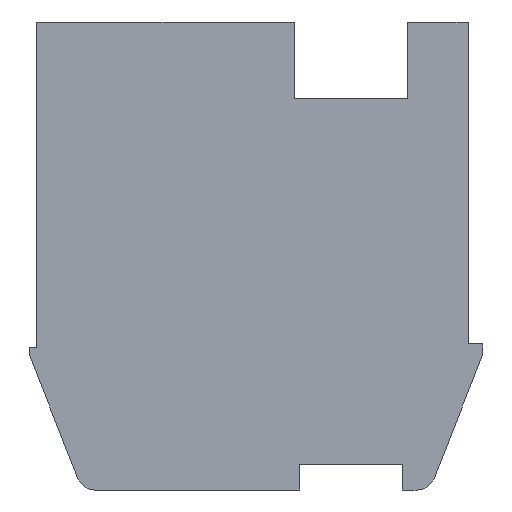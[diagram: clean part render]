
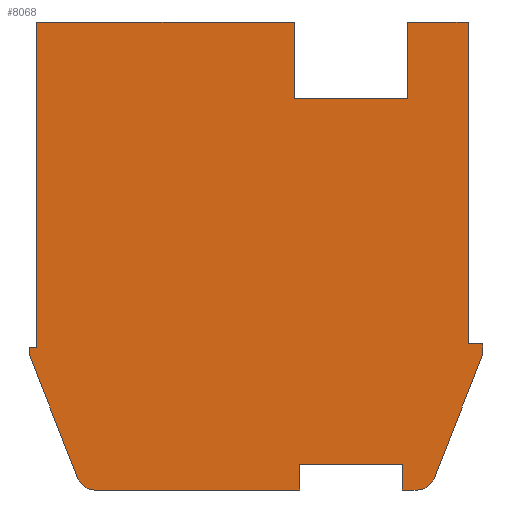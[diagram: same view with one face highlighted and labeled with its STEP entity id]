
A CAD part, front view. The second image highlights one B-rep face of the part: STEP entity #8068.
In plain terms, the highlighted planar face has unit normal (0, -1, 0).
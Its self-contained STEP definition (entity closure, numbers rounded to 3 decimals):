
#1=DIRECTION('',(-0.365,0.,-0.931));
#2=VECTOR('',#1,3.633);
#3=CARTESIAN_POINT('',(6.2,0.,-2.7));
#4=LINE('',#3,#2);
#5=CARTESIAN_POINT('',(4.409,0.,-5.9));
#6=DIRECTION('',(0.,1.,0.));
#7=DIRECTION('',(0.931,0.,-0.365));
#8=AXIS2_PLACEMENT_3D('',#5,#6,#7);
#10=DIRECTION('',(-1.,0.,0.));
#11=VECTOR('',#10,0.409);
#12=CARTESIAN_POINT('',(4.409,0.,-6.4));
#13=LINE('',#12,#11);
#14=DIRECTION('',(0.,0.,1.));
#15=VECTOR('',#14,0.7);
#16=CARTESIAN_POINT('',(4.,0.,-6.4));
#17=LINE('',#16,#15);
#18=DIRECTION('',(-1.,0.,0.));
#19=VECTOR('',#18,2.8);
#20=CARTESIAN_POINT('',(4.,0.,-5.7));
#21=LINE('',#20,#19);
#22=DIRECTION('',(0.,0.,-1.));
#23=VECTOR('',#22,0.7);
#24=CARTESIAN_POINT('',(1.2,0.,-5.7));
#25=LINE('',#24,#23);
#26=DIRECTION('',(-1.,0.,0.));
#27=VECTOR('',#26,5.609);
#28=CARTESIAN_POINT('',(1.2,0.,-6.4));
#29=LINE('',#28,#27);
#30=CARTESIAN_POINT('',(-4.409,0.,-5.9));
#31=DIRECTION('',(0.,1.,0.));
#32=DIRECTION('',(0.,0.,-1.));
#33=AXIS2_PLACEMENT_3D('',#30,#31,#32);
#35=DIRECTION('',(-0.365,0.,0.931));
#36=VECTOR('',#35,3.633);
#37=CARTESIAN_POINT('',(-4.874,0.,-6.082));
#38=LINE('',#37,#36);
#39=DIRECTION('',(0.,0.,1.));
#40=VECTOR('',#39,0.2);
#41=CARTESIAN_POINT('',(-6.2,0.,-2.7));
#42=LINE('',#41,#40);
#43=DIRECTION('',(1.,0.,0.));
#44=VECTOR('',#43,0.2);
#45=CARTESIAN_POINT('',(-6.2,0.,-2.5));
#46=LINE('',#45,#44);
#47=DIRECTION('',(0.,0.,1.));
#48=VECTOR('',#47,8.9);
#49=CARTESIAN_POINT('',(-6.,0.,-2.5));
#50=LINE('',#49,#48);
#51=DIRECTION('',(1.,0.,0.));
#52=VECTOR('',#51,7.05);
#53=CARTESIAN_POINT('',(-6.,0.,6.4));
#54=LINE('',#53,#52);
#55=DIRECTION('',(0.,0.,-1.));
#56=VECTOR('',#55,2.1);
#57=CARTESIAN_POINT('',(1.05,0.,6.4));
#58=LINE('',#57,#56);
#59=DIRECTION('',(1.,0.,0.));
#60=VECTOR('',#59,3.1);
#61=CARTESIAN_POINT('',(1.05,0.,4.3));
#62=LINE('',#61,#60);
#63=DIRECTION('',(0.,0.,1.));
#64=VECTOR('',#63,2.1);
#65=CARTESIAN_POINT('',(4.15,0.,4.3));
#66=LINE('',#65,#64);
#67=DIRECTION('',(1.,0.,0.));
#68=VECTOR('',#67,1.65);
#69=CARTESIAN_POINT('',(4.15,0.,6.4));
#70=LINE('',#69,#68);
#71=DIRECTION('',(0.,0.,-1.));
#72=VECTOR('',#71,8.8);
#73=CARTESIAN_POINT('',(5.8,0.,6.4));
#74=LINE('',#73,#72);
#75=DIRECTION('',(1.,0.,0.));
#76=VECTOR('',#75,0.4);
#77=CARTESIAN_POINT('',(5.8,0.,-2.4));
#78=LINE('',#77,#76);
#79=DIRECTION('',(0.,0.,-1.));
#80=VECTOR('',#79,0.3);
#81=CARTESIAN_POINT('',(6.2,0.,-2.4));
#82=LINE('',#81,#80);
#6121=CARTESIAN_POINT('',(6.2,0.,-2.7));
#6122=CARTESIAN_POINT('',(4.874,0.,-6.082));
#6123=VERTEX_POINT('',#6121);
#6124=VERTEX_POINT('',#6122);
#6125=CARTESIAN_POINT('',(4.409,0.,-6.4));
#6126=VERTEX_POINT('',#6125);
#6127=CARTESIAN_POINT('',(4.,0.,-6.4));
#6128=VERTEX_POINT('',#6127);
#6129=CARTESIAN_POINT('',(4.,0.,-5.7));
#6130=VERTEX_POINT('',#6129);
#6131=CARTESIAN_POINT('',(1.2,0.,-5.7));
#6132=VERTEX_POINT('',#6131);
#6133=CARTESIAN_POINT('',(1.2,0.,-6.4));
#6134=VERTEX_POINT('',#6133);
#6135=CARTESIAN_POINT('',(-4.409,0.,-6.4));
#6136=VERTEX_POINT('',#6135);
#6137=CARTESIAN_POINT('',(-4.874,0.,-6.082));
#6138=VERTEX_POINT('',#6137);
#6139=CARTESIAN_POINT('',(-6.2,0.,-2.7));
#6140=VERTEX_POINT('',#6139);
#6141=CARTESIAN_POINT('',(-6.2,0.,-2.5));
#6142=VERTEX_POINT('',#6141);
#6143=CARTESIAN_POINT('',(-6.,0.,-2.5));
#6144=VERTEX_POINT('',#6143);
#6145=CARTESIAN_POINT('',(-6.,0.,6.4));
#6146=VERTEX_POINT('',#6145);
#6147=CARTESIAN_POINT('',(1.05,0.,6.4));
#6148=VERTEX_POINT('',#6147);
#6149=CARTESIAN_POINT('',(1.05,0.,4.3));
#6150=VERTEX_POINT('',#6149);
#6151=CARTESIAN_POINT('',(4.15,0.,4.3));
#6152=VERTEX_POINT('',#6151);
#6153=CARTESIAN_POINT('',(4.15,0.,6.4));
#6154=VERTEX_POINT('',#6153);
#6155=CARTESIAN_POINT('',(5.8,0.,6.4));
#6156=VERTEX_POINT('',#6155);
#6157=CARTESIAN_POINT('',(5.8,0.,-2.4));
#6158=VERTEX_POINT('',#6157);
#6159=CARTESIAN_POINT('',(6.2,0.,-2.4));
#6160=VERTEX_POINT('',#6159);
#8021=CARTESIAN_POINT('',(0.,0.,0.));
#8022=DIRECTION('',(0.,1.,0.));
#8023=DIRECTION('',(1.,0.,0.));
#8024=AXIS2_PLACEMENT_3D('',#8021,#8022,#8023);
#8025=PLANE('',#8024);
#8027=ORIENTED_EDGE('',*,*,#8026,.T.);
#8029=ORIENTED_EDGE('',*,*,#8028,.T.);
#8031=ORIENTED_EDGE('',*,*,#8030,.T.);
#8033=ORIENTED_EDGE('',*,*,#8032,.T.);
#8035=ORIENTED_EDGE('',*,*,#8034,.T.);
#8037=ORIENTED_EDGE('',*,*,#8036,.T.);
#8039=ORIENTED_EDGE('',*,*,#8038,.T.);
#8041=ORIENTED_EDGE('',*,*,#8040,.T.);
#8043=ORIENTED_EDGE('',*,*,#8042,.T.);
#8045=ORIENTED_EDGE('',*,*,#8044,.T.);
#8047=ORIENTED_EDGE('',*,*,#8046,.T.);
#8049=ORIENTED_EDGE('',*,*,#8048,.T.);
#8051=ORIENTED_EDGE('',*,*,#8050,.T.);
#8053=ORIENTED_EDGE('',*,*,#8052,.T.);
#8055=ORIENTED_EDGE('',*,*,#8054,.T.);
#8057=ORIENTED_EDGE('',*,*,#8056,.T.);
#8059=ORIENTED_EDGE('',*,*,#8058,.T.);
#8061=ORIENTED_EDGE('',*,*,#8060,.T.);
#8063=ORIENTED_EDGE('',*,*,#8062,.T.);
#8065=ORIENTED_EDGE('',*,*,#8064,.T.);
#8066=EDGE_LOOP('',(#8027,#8029,#8031,#8033,#8035,#8037,#8039,#8041,#8043,#8045,
#8047,#8049,#8051,#8053,#8055,#8057,#8059,#8061,#8063,#8065));
#8067=FACE_OUTER_BOUND('',#8066,.F.);
#8068=ADVANCED_FACE('',(#8067),#8025,.F.);
#9=CIRCLE('',#8,0.5);
#34=CIRCLE('',#33,0.5);
#8026=EDGE_CURVE('',#6123,#6124,#4,.T.);
#8028=EDGE_CURVE('',#6124,#6126,#9,.T.);
#8030=EDGE_CURVE('',#6126,#6128,#13,.T.);
#8032=EDGE_CURVE('',#6128,#6130,#17,.T.);
#8034=EDGE_CURVE('',#6130,#6132,#21,.T.);
#8036=EDGE_CURVE('',#6132,#6134,#25,.T.);
#8038=EDGE_CURVE('',#6134,#6136,#29,.T.);
#8040=EDGE_CURVE('',#6136,#6138,#34,.T.);
#8042=EDGE_CURVE('',#6138,#6140,#38,.T.);
#8044=EDGE_CURVE('',#6140,#6142,#42,.T.);
#8046=EDGE_CURVE('',#6142,#6144,#46,.T.);
#8048=EDGE_CURVE('',#6144,#6146,#50,.T.);
#8050=EDGE_CURVE('',#6146,#6148,#54,.T.);
#8052=EDGE_CURVE('',#6148,#6150,#58,.T.);
#8054=EDGE_CURVE('',#6150,#6152,#62,.T.);
#8056=EDGE_CURVE('',#6152,#6154,#66,.T.);
#8058=EDGE_CURVE('',#6154,#6156,#70,.T.);
#8060=EDGE_CURVE('',#6156,#6158,#74,.T.);
#8062=EDGE_CURVE('',#6158,#6160,#78,.T.);
#8064=EDGE_CURVE('',#6160,#6123,#82,.T.);
